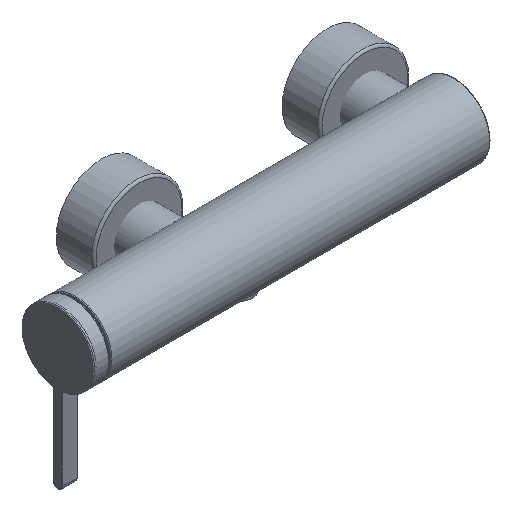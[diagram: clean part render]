
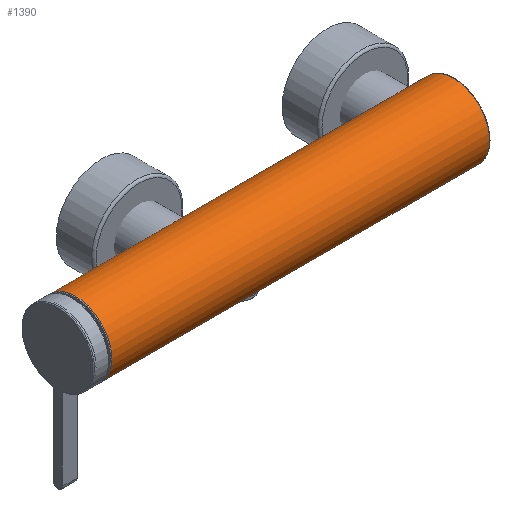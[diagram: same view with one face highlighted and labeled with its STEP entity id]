
A CAD part, isometric view. The second image highlights one B-rep face of the part: STEP entity #1390.
In plain terms, the highlighted cylindrical face has radius 24 mm (diameter 48 mm), a full revolution.
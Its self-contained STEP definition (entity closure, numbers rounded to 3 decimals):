
#263=B_SPLINE_CURVE_WITH_KNOTS('',3,(#3831,#3832,#3833,#3834,#3835,#3836,
#3837,#3838,#3839,#3840,#3841,#3842,#3843,#3844),.UNSPECIFIED.,.F.,.F.,
(4,2,2,2,2,2,4),(2.236,2.285,2.532,3.025,
3.525,3.775,4.026),.UNSPECIFIED.);
#264=B_SPLINE_CURVE_WITH_KNOTS('',3,(#3846,#3847,#3848,#3849,#3850,#3851,
#3852,#3853,#3854,#3855,#3856,#3857,#3858,#3859),.UNSPECIFIED.,.F.,.F.,
(4,2,2,2,2,2,4),(-4.026,-3.775,-3.525,
-3.025,-2.532,-2.285,-2.236),
 .UNSPECIFIED.);
#265=B_SPLINE_CURVE_WITH_KNOTS('',3,(#3861,#3862,#3863,#3864,#3865,#3866,
#3867,#3868,#3869,#3870,#3871,#3872,#3873,#3874,#3875,#3876,#3877,#3878,
#3879,#3880,#3881,#3882,#3883,#3884,#3885,#3886,#3887,#3888,#3889,#3890,
#3891),.UNSPECIFIED.,.F.,.F.,(4,2,2,2,2,2,2,3,2,2,2,2,2,2,4),(-2.236,
-2.038,-1.782,-1.525,-1.012,
-0.506,-0.253,0.,0.253,0.506,
1.012,1.525,1.782,2.038,2.236),
 .UNSPECIFIED.);
#308=LINE('',#3829,#353);
#309=LINE('',#3860,#354);
#353=VECTOR('',#2489,24.);
#354=VECTOR('',#2490,24.);
#383=CYLINDRICAL_SURFACE('',#1944,24.);
#466=FACE_OUTER_BOUND('',#563,.T.);
#563=EDGE_LOOP('',(#1256,#1257,#1258,#1259,#1260,#1261,#1262,#1263,#1264,
#1265,#1266));
#667=CIRCLE('',#1941,24.);
#669=CIRCLE('',#1943,24.);
#670=CIRCLE('',#1945,24.);
#671=CIRCLE('',#1946,24.);
#773=VERTEX_POINT('',#3819);
#774=VERTEX_POINT('',#3820);
#775=VERTEX_POINT('',#3825);
#776=VERTEX_POINT('',#3826);
#777=VERTEX_POINT('',#3828);
#778=VERTEX_POINT('',#3830);
#779=VERTEX_POINT('',#3845);
#935=EDGE_CURVE('',#773,#774,#667,.T.);
#937=EDGE_CURVE('',#774,#773,#669,.T.);
#938=EDGE_CURVE('',#775,#776,#670,.T.);
#939=EDGE_CURVE('',#775,#777,#308,.T.);
#940=EDGE_CURVE('',#777,#778,#263,.T.);
#941=EDGE_CURVE('',#778,#779,#264,.T.);
#942=EDGE_CURVE('',#779,#774,#309,.T.);
#943=EDGE_CURVE('',#779,#777,#265,.T.);
#944=EDGE_CURVE('',#776,#775,#671,.T.);
#1256=ORIENTED_EDGE('',*,*,#938,.F.);
#1257=ORIENTED_EDGE('',*,*,#939,.T.);
#1258=ORIENTED_EDGE('',*,*,#940,.T.);
#1259=ORIENTED_EDGE('',*,*,#941,.T.);
#1260=ORIENTED_EDGE('',*,*,#942,.T.);
#1261=ORIENTED_EDGE('',*,*,#937,.T.);
#1262=ORIENTED_EDGE('',*,*,#935,.T.);
#1263=ORIENTED_EDGE('',*,*,#942,.F.);
#1264=ORIENTED_EDGE('',*,*,#943,.T.);
#1265=ORIENTED_EDGE('',*,*,#939,.F.);
#1266=ORIENTED_EDGE('',*,*,#944,.F.);
#1390=ADVANCED_FACE('',(#466),#383,.T.);
#1941=AXIS2_PLACEMENT_3D('',#3821,#2479,#2480);
#1943=AXIS2_PLACEMENT_3D('',#3823,#2483,#2484);
#1944=AXIS2_PLACEMENT_3D('',#3824,#2485,#2486);
#1945=AXIS2_PLACEMENT_3D('',#3827,#2487,#2488);
#1946=AXIS2_PLACEMENT_3D('',#3892,#2491,#2492);
#2479=DIRECTION('center_axis',(-1.,0.,0.));
#2480=DIRECTION('ref_axis',(0.,0.,-1.));
#2483=DIRECTION('center_axis',(-1.,0.,0.));
#2484=DIRECTION('ref_axis',(0.,0.,-1.));
#2485=DIRECTION('center_axis',(-1.,0.,0.));
#2486=DIRECTION('ref_axis',(0.,0.,
1.));
#2487=DIRECTION('center_axis',(-1.,0.,0.));
#2488=DIRECTION('ref_axis',(0.,0.,-1.));
#2489=DIRECTION('',(1.,0.,0.));
#2490=DIRECTION('',(1.,0.,0.));
#2491=DIRECTION('center_axis',(-1.,0.,0.));
#2492=DIRECTION('ref_axis',(0.,0.,-1.));
#3819=CARTESIAN_POINT('',(251.5,-61.968,22.634));
#3820=CARTESIAN_POINT('',(251.5,-61.806,-25.366));
#3821=CARTESIAN_POINT('Origin',(251.5,-61.806,-1.366));
#3823=CARTESIAN_POINT('Origin',(251.5,-61.806,-1.366));
#3824=CARTESIAN_POINT('Origin',(264.6,-61.806,-1.366));
#3825=CARTESIAN_POINT('',(0.5,-61.806,-25.366));
#3826=CARTESIAN_POINT('',(0.5,-61.653,-25.365));
#3827=CARTESIAN_POINT('Origin',(0.5,-61.806,-1.366));
#3828=CARTESIAN_POINT('',(98.155,-61.806,-25.366));
#3829=CARTESIAN_POINT('',(264.6,-61.806,-25.366));
#3830=CARTESIAN_POINT('',(111.,-72.806,-22.697));
#3831=CARTESIAN_POINT('Ctrl Pts',(98.155,-61.806,-25.366));
#3832=CARTESIAN_POINT('Ctrl Pts',(98.181,-61.975,-25.366));
#3833=CARTESIAN_POINT('Ctrl Pts',(98.211,-62.144,-25.364));
#3834=CARTESIAN_POINT('Ctrl Pts',(98.409,-63.152,-25.343));
#3835=CARTESIAN_POINT('Ctrl Pts',(98.66,-63.986,-25.28));
#3836=CARTESIAN_POINT('Ctrl Pts',(99.651,-66.377,-24.981));
#3837=CARTESIAN_POINT('Ctrl Pts',(100.641,-67.823,-24.63));
#3838=CARTESIAN_POINT('Ctrl Pts',(102.919,-70.119,-23.913));
#3839=CARTESIAN_POINT('Ctrl Pts',(104.37,-71.123,-23.496));
#3840=CARTESIAN_POINT('Ctrl Pts',(106.773,-72.131,-23.035));
#3841=CARTESIAN_POINT('Ctrl Pts',(107.612,-72.387,-22.909));
#3842=CARTESIAN_POINT('Ctrl Pts',(109.309,-72.725,-22.739));
#3843=CARTESIAN_POINT('Ctrl Pts',(110.166,-72.806,-22.697));
#3844=CARTESIAN_POINT('Ctrl Pts',(111.,-72.806,-22.697));
#3845=CARTESIAN_POINT('',(123.845,-61.806,-25.366));
#3846=CARTESIAN_POINT('Ctrl Pts',(111.,-72.806,-22.697));
#3847=CARTESIAN_POINT('Ctrl Pts',(111.834,-72.806,-22.697));
#3848=CARTESIAN_POINT('Ctrl Pts',(112.691,-72.725,-22.739));
#3849=CARTESIAN_POINT('Ctrl Pts',(114.388,-72.387,-22.909));
#3850=CARTESIAN_POINT('Ctrl Pts',(115.227,-72.131,-23.035));
#3851=CARTESIAN_POINT('Ctrl Pts',(117.63,-71.123,-23.496));
#3852=CARTESIAN_POINT('Ctrl Pts',(119.081,-70.119,-23.913));
#3853=CARTESIAN_POINT('Ctrl Pts',(121.359,-67.823,-24.63));
#3854=CARTESIAN_POINT('Ctrl Pts',(122.349,-66.377,-24.981));
#3855=CARTESIAN_POINT('Ctrl Pts',(123.34,-63.986,-25.28));
#3856=CARTESIAN_POINT('Ctrl Pts',(123.591,-63.152,-25.343));
#3857=CARTESIAN_POINT('Ctrl Pts',(123.789,-62.144,-25.364));
#3858=CARTESIAN_POINT('Ctrl Pts',(123.819,-61.975,-25.366));
#3859=CARTESIAN_POINT('Ctrl Pts',(123.845,-61.806,-25.366));
#3860=CARTESIAN_POINT('',(264.6,-61.806,-25.366));
#3861=CARTESIAN_POINT('Ctrl Pts',(123.845,-61.806,-25.366));
#3862=CARTESIAN_POINT('Ctrl Pts',(123.95,-61.134,-25.366));
#3863=CARTESIAN_POINT('Ctrl Pts',(124.,-60.461,-25.337));
#3864=CARTESIAN_POINT('Ctrl Pts',(124.,-58.954,-25.211));
#3865=CARTESIAN_POINT('Ctrl Pts',(123.915,-58.083,-25.091));
#3866=CARTESIAN_POINT('Ctrl Pts',(123.568,-56.369,-24.758));
#3867=CARTESIAN_POINT('Ctrl Pts',(123.306,-55.526,-24.545));
#3868=CARTESIAN_POINT('Ctrl Pts',(122.285,-53.122,-23.802));
#3869=CARTESIAN_POINT('Ctrl Pts',(121.28,-51.689,-23.167));
#3870=CARTESIAN_POINT('Ctrl Pts',(119.017,-49.451,-21.98));
#3871=CARTESIAN_POINT('Ctrl Pts',(117.598,-48.475,-21.339));
#3872=CARTESIAN_POINT('Ctrl Pts',(115.226,-47.483,-20.627));
#3873=CARTESIAN_POINT('Ctrl Pts',(114.395,-47.228,-20.432));
#3874=CARTESIAN_POINT('Ctrl Pts',(112.704,-46.89,-20.169));
#3875=CARTESIAN_POINT('Ctrl Pts',(111.844,-46.806,-20.101));
#3876=CARTESIAN_POINT('Ctrl Pts',(111.,-46.806,-20.101));
#3877=CARTESIAN_POINT('Ctrl Pts',(110.156,-46.806,-20.101));
#3878=CARTESIAN_POINT('Ctrl Pts',(109.296,-46.89,-20.169));
#3879=CARTESIAN_POINT('Ctrl Pts',(107.605,-47.228,-20.432));
#3880=CARTESIAN_POINT('Ctrl Pts',(106.774,-47.483,-20.627));
#3881=CARTESIAN_POINT('Ctrl Pts',(104.402,-48.475,-21.339));
#3882=CARTESIAN_POINT('Ctrl Pts',(102.983,-49.451,-21.98));
#3883=CARTESIAN_POINT('Ctrl Pts',(100.72,-51.689,-23.167));
#3884=CARTESIAN_POINT('Ctrl Pts',(99.715,-53.122,-23.802));
#3885=CARTESIAN_POINT('Ctrl Pts',(98.694,-55.526,-24.545));
#3886=CARTESIAN_POINT('Ctrl Pts',(98.432,-56.369,-24.758));
#3887=CARTESIAN_POINT('Ctrl Pts',(98.085,-58.083,-25.091));
#3888=CARTESIAN_POINT('Ctrl Pts',(98.,-58.954,-25.211));
#3889=CARTESIAN_POINT('Ctrl Pts',(98.,-60.461,-25.337));
#3890=CARTESIAN_POINT('Ctrl Pts',(98.05,-61.134,-25.366));
#3891=CARTESIAN_POINT('Ctrl Pts',(98.155,-61.806,-25.366));
#3892=CARTESIAN_POINT('Origin',(0.5,-61.806,-1.366));
